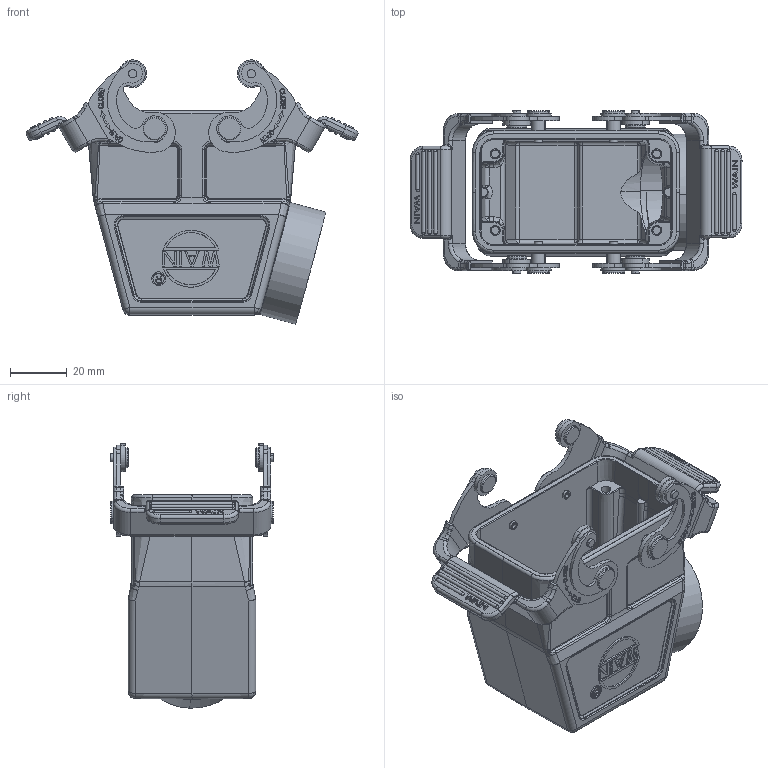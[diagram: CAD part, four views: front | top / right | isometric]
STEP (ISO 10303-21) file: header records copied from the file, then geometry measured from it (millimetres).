
FILE_DESCRIPTION((''),'2;1');
FILE_NAME('3D_1110105415112_H10B-SEH-2L-SC','2020-10-13T',('xk.he'),(''),'CREO PARAMETRIC BY PTC INC, 2016130','CREO PARAMETRIC BY PTC INC, 2016130','');
FILE_SCHEMA(('CONFIG_CONTROL_DESIGN'));
Products named in the file (1): 3D_1110105415112_H10B-SEH-2L-SC
Bounding box: 117.17 x 57.5 x 93.29 mm (x, y, z)
Surface area: 59566 mm2 (no closed solid volume)
Topology: 0 solids, 87 shells, 2035 faces, 5671 edges, 3782 vertices
Faces by surface type: plane 899, cylinder 495, bspline 251, extrusion 162, torus 113, cone 63, sphere 52
Entity records: 78074 total; most frequent: CARTESIAN_POINT 27952, ORIENTED_EDGE 10599, DIRECTION 9421, EDGE_CURVE 5644, VERTEX_POINT 3781, VECTOR 3237, AXIS2_PLACEMENT_3D 3092, LINE 3075
